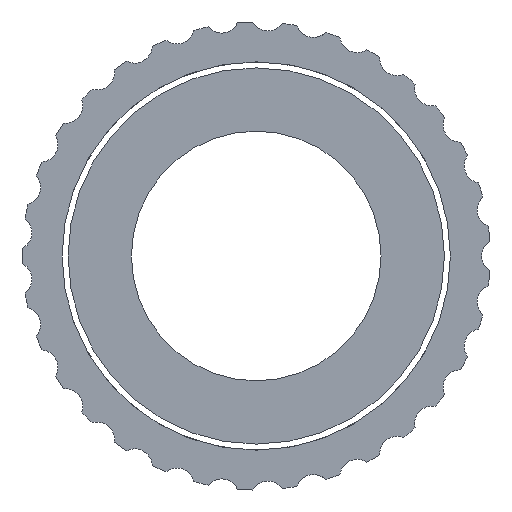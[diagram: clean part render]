
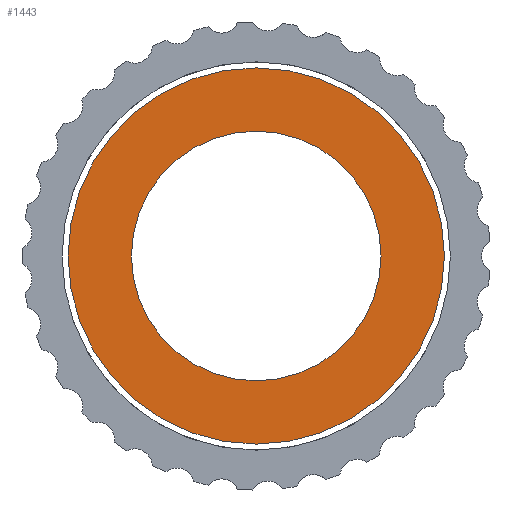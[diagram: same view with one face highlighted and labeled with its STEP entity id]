
A CAD part, front view. The second image highlights one B-rep face of the part: STEP entity #1443.
In plain terms, the highlighted planar face has unit normal (0, -1, 0).
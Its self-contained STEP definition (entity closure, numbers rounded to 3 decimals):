
#18=FACE_BOUND('',#187,.T.);
#21=PLANE('',#1544);
#104=FACE_OUTER_BOUND('',#186,.T.);
#186=EDGE_LOOP('',(#986));
#187=EDGE_LOOP('',(#987));
#439=CIRCLE('',#1539,2.714);
#441=CIRCLE('',#1543,1.8);
#586=VERTEX_POINT('',#2315);
#588=VERTEX_POINT('',#2322);
#743=EDGE_CURVE('',#586,#586,#439,.F.);
#746=EDGE_CURVE('',#588,#588,#441,.T.);
#986=ORIENTED_EDGE('',*,*,#743,.F.);
#987=ORIENTED_EDGE('',*,*,#746,.F.);
#1443=ADVANCED_FACE('',(#104,#18),#21,.F.);
#1539=AXIS2_PLACEMENT_3D('',#2317,#1775,#1776);
#1543=AXIS2_PLACEMENT_3D('',#2324,#1784,#1785);
#1544=AXIS2_PLACEMENT_3D('',#2325,#1786,#1787);
#1775=DIRECTION('center_axis',(0.,-1.,0.));
#1776=DIRECTION('ref_axis',(1.,0.,0.));
#1784=DIRECTION('center_axis',(0.,-1.,0.));
#1785=DIRECTION('ref_axis',(1.,0.,0.));
#1786=DIRECTION('center_axis',(0.,1.,0.));
#1787=DIRECTION('ref_axis',(1.,0.,0.));
#2315=CARTESIAN_POINT('',(-2.714,0.,0.));
#2317=CARTESIAN_POINT('Origin',(0.,0.,0.));
#2322=CARTESIAN_POINT('',(-1.8,0.,0.));
#2324=CARTESIAN_POINT('Origin',(0.,0.,0.));
#2325=CARTESIAN_POINT('Origin',(0.,0.,0.));
